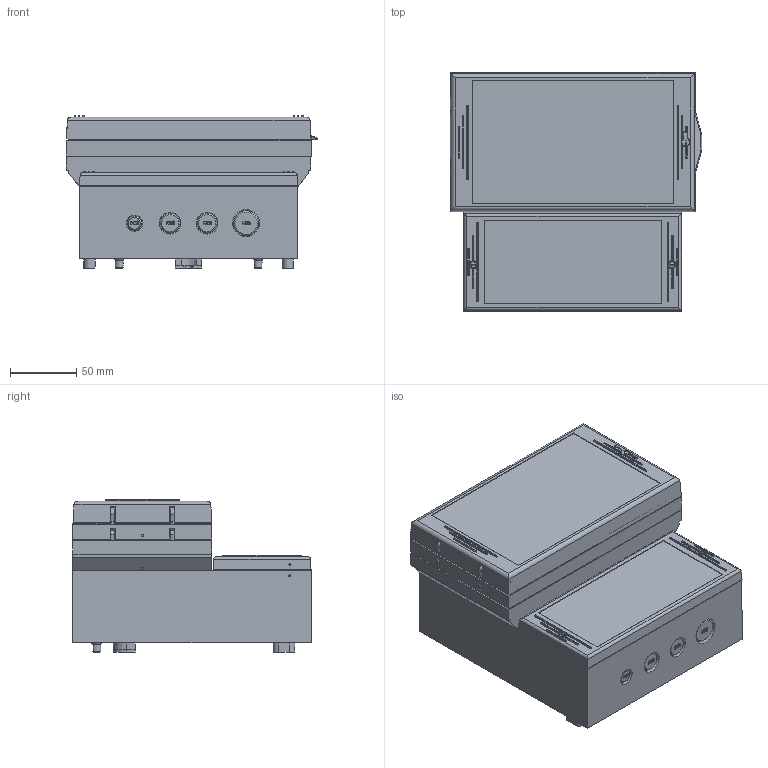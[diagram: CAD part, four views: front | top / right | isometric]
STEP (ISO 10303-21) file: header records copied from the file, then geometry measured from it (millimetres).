
FILE_DESCRIPTION((''),'2;1');
FILE_NAME('mbrca16-X20-UT+FD+Klarsicht.stp','2009-12-09T12:30:22',('marcel.johanning'),(''),'Autodesk Inventor 2010','Autodesk Inventor 2010','');
FILE_SCHEMA(('AUTOMOTIVE_DESIGN { 1 0 10303 214 1 1 1 1 }'));
Length unit declared in the file: millimetre
Products named in the file (14): mbrca16-X20-UT+FD+Klarsicht; mbrca16-X20-Foliendeckel; mbrca16-X20-Deckel; mbrca16-X20-UT; Stopfen GPN910-2179; DIN 7964 A  M3 x 16; Gewinde Dübel M3; mbrca16-X20-Klarsichtdeckel; mbrca16-X20-Verriegelungsclips-16; Schloss-d6; MB05-Z12-Gelenk3; Mb05-Z08-Gelenk; Lagerplatte-Gelenk; 231-Adapterecke-X01
Assembly tree (33 placements, depth 2):
  mbrca16-X20-UT+FD+Klarsicht
    mbrca16-X20-Foliendeckel
    mbrca16-X20-Deckel
    mbrca16-X20-UT
    Stopfen GPN910-2179
    DIN 7964 A  M3 x 16  x4
    Gewinde Dübel M3  x10
    mbrca16-X20-Klarsichtdeckel
    mbrca16-X20-Verriegelungsclips-16
    Schloss-d6
    MB05-Z12-Gelenk3  x2
    Mb05-Z08-Gelenk  x2
    Lagerplatte-Gelenk  x4
    231-Adapterecke-X01  x4
Bounding box: 190.08 x 180 x 115.25 mm (x, y, z)
Volume: 529300.5 mm3; surface area: 392747.3 mm2
Topology: 33 solids, 33 shells, 2485 faces, 6264 edges, 4089 vertices
Faces by surface type: plane 1321, bspline 554, cylinder 363, cone 238, torus 9
Full cylindrical faces by diameter (mm): 1.5 x1, 2.3 x4, 2.9 x8, 3 x4, 3.9 x10, 5.5 x8, 7 x2, 13.4 x1, 18 x1
Entity records: 73176 total; most frequent: CARTESIAN_POINT 22417, ORIENTED_EDGE 10466, DIRECTION 9552, EDGE_CURVE 5233, VERTEX_POINT 3590, VECTOR 3356, LINE 3356, AXIS2_PLACEMENT_3D 3098
